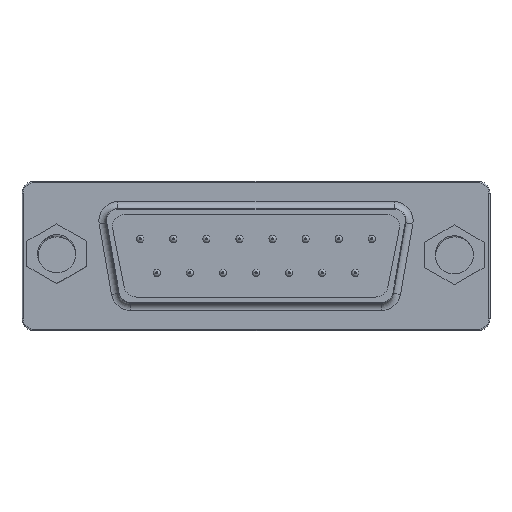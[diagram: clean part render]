
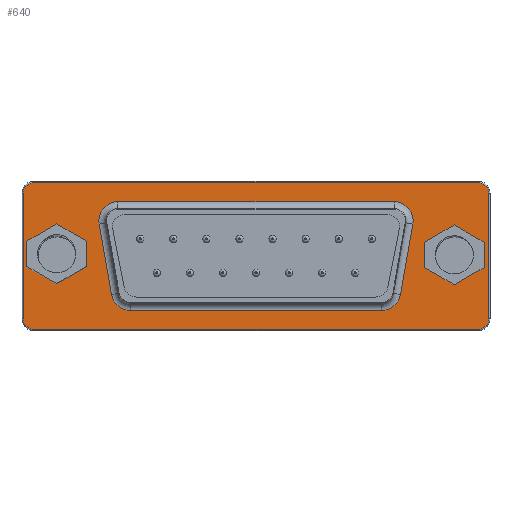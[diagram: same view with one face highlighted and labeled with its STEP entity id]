
A CAD part, top view. The second image highlights one B-rep face of the part: STEP entity #640.
In plain terms, the highlighted planar face has unit normal (0, 0, 1).
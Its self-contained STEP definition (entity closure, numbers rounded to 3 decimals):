
#640=ADVANCED_FACE('',(#2378,#2380,#2382,#2384),#2386,.T.);
#2378=FACE_BOUND('',#2379,.T.);
#2379=EDGE_LOOP('',(#3984,#3985,#3986,#3987,#3988,#3989,#3990,#3991));
#2380=FACE_BOUND('',#2381,.T.);
#2381=EDGE_LOOP('',(#3992,#3993,#3994,#3995,#3996,#3997,#3998,#3999));
#2382=FACE_BOUND('',#2383,.T.);
#2383=EDGE_LOOP('',(#4000));
#2384=FACE_BOUND('',#2385,.T.);
#2385=EDGE_LOOP('',(#4001));
#2386=PLANE('',#2387);
#2387=AXIS2_PLACEMENT_3D('',#2388,#2389,#2390);
#2388=CARTESIAN_POINT('',(9.695,-1.42,4.7));
#2389=DIRECTION('',(0.,0.,1.));
#2390=DIRECTION('',(1.,0.,0.));
#3984=ORIENTED_EDGE('',*,*,#5024,.T.);
#3985=ORIENTED_EDGE('',*,*,#5025,.T.);
#3986=ORIENTED_EDGE('',*,*,#5026,.T.);
#3987=ORIENTED_EDGE('',*,*,#5027,.T.);
#3988=ORIENTED_EDGE('',*,*,#5028,.T.);
#3989=ORIENTED_EDGE('',*,*,#5029,.T.);
#3990=ORIENTED_EDGE('',*,*,#5030,.T.);
#3991=ORIENTED_EDGE('',*,*,#5031,.T.);
#3992=ORIENTED_EDGE('',*,*,#4998,.T.);
#3993=ORIENTED_EDGE('',*,*,#4995,.T.);
#3994=ORIENTED_EDGE('',*,*,#4997,.T.);
#3995=ORIENTED_EDGE('',*,*,#5001,.T.);
#3996=ORIENTED_EDGE('',*,*,#5005,.T.);
#3997=ORIENTED_EDGE('',*,*,#5008,.T.);
#3998=ORIENTED_EDGE('',*,*,#5006,.T.);
#3999=ORIENTED_EDGE('',*,*,#5003,.T.);
#4000=ORIENTED_EDGE('',*,*,#5032,.F.);
#4001=ORIENTED_EDGE('',*,*,#5033,.F.);
#4995=EDGE_CURVE('',#5506,#5508,#5510,.T.);
#4997=EDGE_CURVE('',#5508,#5511,#5513,.T.);
#4998=EDGE_CURVE('',#5514,#5506,#5515,.T.);
#5001=EDGE_CURVE('',#5511,#5517,#5519,.T.);
#5003=EDGE_CURVE('',#5520,#5514,#5522,.T.);
#5005=EDGE_CURVE('',#5517,#5523,#5525,.T.);
#5006=EDGE_CURVE('',#5526,#5520,#5527,.T.);
#5008=EDGE_CURVE('',#5523,#5526,#5529,.T.);
#5024=EDGE_CURVE('',#5560,#5561,#5562,.T.);
#5025=EDGE_CURVE('',#5561,#5563,#5564,.T.);
#5026=EDGE_CURVE('',#5563,#5565,#5566,.T.);
#5027=EDGE_CURVE('',#5565,#5567,#5568,.T.);
#5028=EDGE_CURVE('',#5567,#5569,#5570,.T.);
#5029=EDGE_CURVE('',#5569,#5571,#5572,.T.);
#5030=EDGE_CURVE('',#5571,#5573,#5574,.T.);
#5031=EDGE_CURVE('',#5573,#5560,#5575,.T.);
#5032=EDGE_CURVE('',#5576,#5576,#5577,.T.);
#5033=EDGE_CURVE('',#5578,#5578,#5579,.T.);
#5506=VERTEX_POINT('',#6315);
#5508=VERTEX_POINT('',#6320);
#5510=CIRCLE('',#6325,1.6);
#5511=VERTEX_POINT('',#6329);
#5513=LINE('',#6334,#6335);
#5514=VERTEX_POINT('',#6337);
#5515=LINE('',#6338,#6339);
#5517=VERTEX_POINT('',#6345);
#5519=CIRCLE('',#6350,1.6);
#5520=VERTEX_POINT('',#6354);
#5522=CIRCLE('',#6359,1.6);
#5523=VERTEX_POINT('',#6363);
#5525=LINE('',#6368,#6369);
#5526=VERTEX_POINT('',#6371);
#5527=LINE('',#6372,#6373);
#5529=CIRCLE('',#6379,1.6);
#5560=VERTEX_POINT('',#6458);
#5561=VERTEX_POINT('',#6459);
#5562=LINE('',#6460,#6461);
#5563=VERTEX_POINT('',#6463);
#5564=CIRCLE('',#6464,0.9);
#5565=VERTEX_POINT('',#6468);
#5566=LINE('',#6469,#6470);
#5567=VERTEX_POINT('',#6472);
#5568=CIRCLE('',#6473,0.9);
#5569=VERTEX_POINT('',#6477);
#5570=LINE('',#6478,#6479);
#5571=VERTEX_POINT('',#6481);
#5572=CIRCLE('',#6482,0.9);
#5573=VERTEX_POINT('',#6486);
#5574=LINE('',#6487,#6488);
#5575=CIRCLE('',#6490,0.9);
#5576=VERTEX_POINT('',#6494);
#5577=CIRCLE('',#6495,1.7);
#5578=VERTEX_POINT('',#6499);
#5579=CIRCLE('',#6500,1.7);
#6315=CARTESIAN_POINT('',(-3.44,1.254,4.7));
#6320=CARTESIAN_POINT('',(-1.864,3.13,4.7));
#6325=AXIS2_PLACEMENT_3D('',#6326,#6327,#6328);
#6326=CARTESIAN_POINT('',(-1.864,1.53,4.7));
#6327=DIRECTION('',(-0.,0.,-1.));
#6328=DIRECTION('',(-0.985,-0.173,0.));
#6329=CARTESIAN_POINT('',(21.254,3.13,4.7));
#6334=CARTESIAN_POINT('',(-1.864,3.13,4.7));
#6335=VECTOR('',#6336,1.);
#6336=DIRECTION('',(1.,0.,0.));
#6337=CARTESIAN_POINT('',(-2.406,-4.646,4.7));
#6338=CARTESIAN_POINT('',(-2.406,-4.646,4.7));
#6339=VECTOR('',#6340,1.);
#6340=DIRECTION('',(-0.173,0.985,0.));
#6345=CARTESIAN_POINT('',(22.83,1.254,4.7));
#6350=AXIS2_PLACEMENT_3D('',#6351,#6352,#6353);
#6351=CARTESIAN_POINT('',(21.254,1.53,4.7));
#6352=DIRECTION('',(0.,0.,-1.));
#6353=DIRECTION('',(0.,1.,0.));
#6354=CARTESIAN_POINT('',(-0.83,-5.97,4.7));
#6359=AXIS2_PLACEMENT_3D('',#6360,#6361,#6362);
#6360=CARTESIAN_POINT('',(-0.83,-4.37,4.7));
#6361=DIRECTION('',(-0.,-0.,-1.));
#6362=DIRECTION('',(0.,-1.,0.));
#6363=CARTESIAN_POINT('',(21.796,-4.646,4.7));
#6368=CARTESIAN_POINT('',(22.83,1.254,4.7));
#6369=VECTOR('',#6370,1.);
#6370=DIRECTION('',(-0.173,-0.985,0.));
#6371=CARTESIAN_POINT('',(20.22,-5.97,4.7));
#6372=CARTESIAN_POINT('',(20.22,-5.97,4.7));
#6373=VECTOR('',#6374,1.);
#6374=DIRECTION('',(-1.,0.,0.));
#6379=AXIS2_PLACEMENT_3D('',#6380,#6381,#6382);
#6380=CARTESIAN_POINT('',(20.22,-4.37,4.7));
#6381=DIRECTION('',(0.,-0.,-1.));
#6382=DIRECTION('',(0.985,-0.173,0.));
#6458=CARTESIAN_POINT('',(28.295,4.73,4.7));
#6459=CARTESIAN_POINT('',(-8.905,4.73,4.7));
#6460=CARTESIAN_POINT('',(28.295,4.73,4.7));
#6461=VECTOR('',#6462,1.);
#6462=DIRECTION('',(-1.,0.,0.));
#6463=CARTESIAN_POINT('',(-9.805,3.83,4.7));
#6464=AXIS2_PLACEMENT_3D('',#6465,#6466,#6467);
#6465=CARTESIAN_POINT('',(-8.905,3.83,4.7));
#6466=DIRECTION('',(0.,-0.,1.));
#6467=DIRECTION('',(0.,1.,0.));
#6468=CARTESIAN_POINT('',(-9.805,-6.67,4.7));
#6469=CARTESIAN_POINT('',(-9.805,3.83,4.7));
#6470=VECTOR('',#6471,1.);
#6471=DIRECTION('',(0.,-1.,0.));
#6472=CARTESIAN_POINT('',(-8.905,-7.57,4.7));
#6473=AXIS2_PLACEMENT_3D('',#6474,#6475,#6476);
#6474=CARTESIAN_POINT('',(-8.905,-6.67,4.7));
#6475=DIRECTION('',(0.,0.,1.));
#6476=DIRECTION('',(-1.,0.,0.));
#6477=CARTESIAN_POINT('',(28.295,-7.57,4.7));
#6478=CARTESIAN_POINT('',(-8.905,-7.57,4.7));
#6479=VECTOR('',#6480,1.);
#6480=DIRECTION('',(1.,0.,0.));
#6481=CARTESIAN_POINT('',(29.195,-6.67,4.7));
#6482=AXIS2_PLACEMENT_3D('',#6483,#6484,#6485);
#6483=CARTESIAN_POINT('',(28.295,-6.67,4.7));
#6484=DIRECTION('',(-0.,0.,1.));
#6485=DIRECTION('',(0.,-1.,0.));
#6486=CARTESIAN_POINT('',(29.195,3.83,4.7));
#6487=CARTESIAN_POINT('',(29.195,-6.67,4.7));
#6488=VECTOR('',#6489,1.);
#6489=DIRECTION('',(0.,1.,0.));
#6490=AXIS2_PLACEMENT_3D('',#6491,#6492,#6493);
#6491=CARTESIAN_POINT('',(28.295,3.83,4.7));
#6492=DIRECTION('',(0.,0.,1.));
#6493=DIRECTION('',(1.,0.,0.));
#6494=CARTESIAN_POINT('',(28.045,-1.42,4.7));
#6495=AXIS2_PLACEMENT_3D('',#6496,#6497,#6498);
#6496=CARTESIAN_POINT('',(26.345,-1.42,4.7));
#6497=DIRECTION('',(0.,0.,1.));
#6498=DIRECTION('',(1.,0.,0.));
#6499=CARTESIAN_POINT('',(-5.255,-1.42,4.7));
#6500=AXIS2_PLACEMENT_3D('',#6501,#6502,#6503);
#6501=CARTESIAN_POINT('',(-6.955,-1.42,4.7));
#6502=DIRECTION('',(0.,0.,1.));
#6503=DIRECTION('',(1.,0.,0.));
